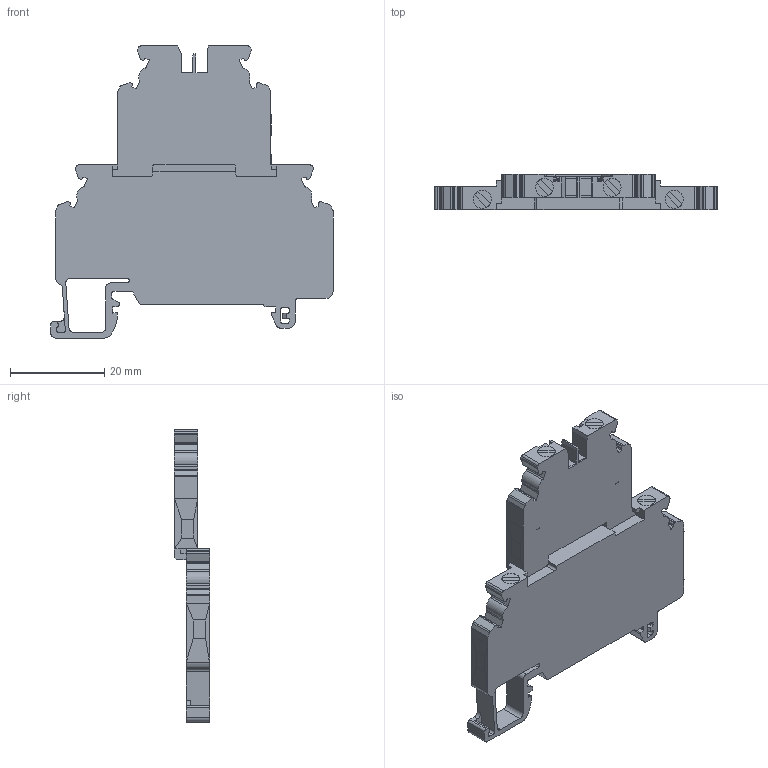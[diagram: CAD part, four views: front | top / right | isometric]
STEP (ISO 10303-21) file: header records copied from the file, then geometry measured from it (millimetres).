
FILE_DESCRIPTION(/* description */ ('Unknown'),/* implementation_level */ '2;1');
FILE_NAME(/* name */ 'ODL2.5',/* time_stamp */ '2018-04-05T09:31:59+05:00',/* author */ ('Unknown'),/* organization */ ('Unknown'),/* preprocessor_version */ 'ST-DEVELOPER v16.7',/* originating_system */ 'DEX',/* authorisation */ $);
FILE_SCHEMA (('AUTOMOTIVE_DESIGN { 1 0 10303 214 3 1 1 }','AUTOMOTIVE_DESIGN {1 0 10303 214 3 1 1}'));
Length unit declared in the file: millimetre
Products named in the file (1): ODL2.5
Bounding box: 60.02 x 7.45 x 62.1 mm (x, y, z)
Volume: 11380.2 mm3; surface area: 7105 mm2
Topology: 1 solids, 7 shells, 424 faces, 1164 edges, 758 vertices
Faces by surface type: plane 305, cylinder 119
Full cylindrical faces by diameter (mm): 3.8 x4
Entity records: 16283 total; most frequent: CARTESIAN_POINT 2335, ORIENTED_EDGE 2312, DIRECTION 2260, EDGE_CURVE 1156, LINE 902, VECTOR 902, VERTEX_POINT 754, AXIS2_PLACEMENT_3D 679
